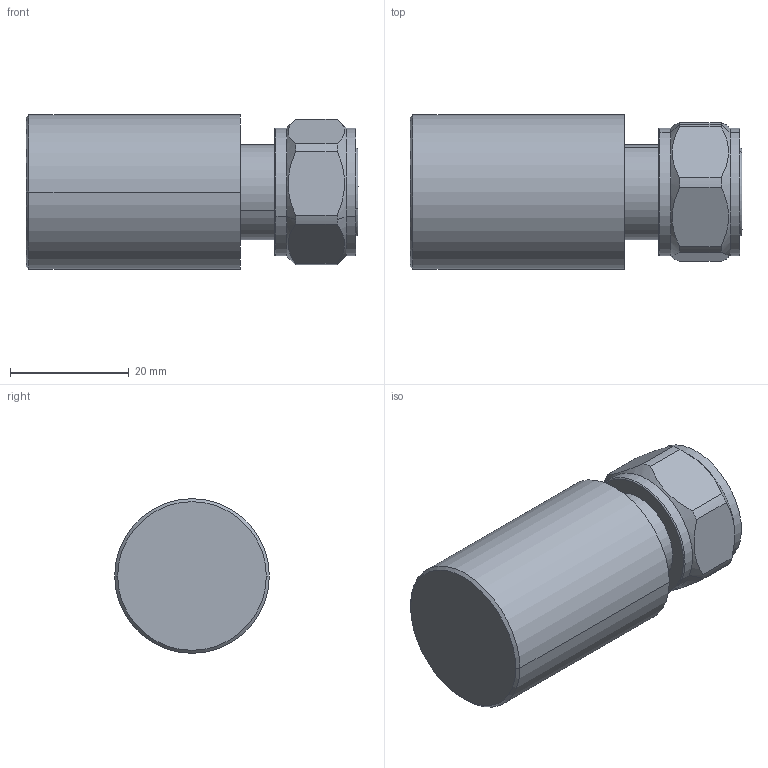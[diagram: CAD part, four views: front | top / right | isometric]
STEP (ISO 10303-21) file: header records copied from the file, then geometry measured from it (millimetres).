
FILE_DESCRIPTION (( 'STEP AP214' ), '1' );
FILE_NAME ('FMTR1182_3D.step', '2024-02-13T20:12:49', ( '' ), ( '' ), 'SwSTEP 2.0', 'SolidWorks 2022', '' );
FILE_SCHEMA (( 'AUTOMOTIVE_DESIGN' ));
Length unit declared in the file: inch
Products named in the file (4): L10-6-4M(2)^FMTR1182; jt-0216-A^L10-6-4M(2)_FMTR1182; wj-0270-A^L10-6-4M(2)_FMTR1182; FMTR1182_3D
Assembly tree (3 placements, depth 3):
  FMTR1182_3D
    L10-6-4M(2)^FMTR1182
      wj-0270-A^L10-6-4M(2)_FMTR1182
      jt-0216-A^L10-6-4M(2)_FMTR1182
Bounding box: 55.8 x 26 x 26 mm (x, y, z)
Volume: 24674.9 mm3; surface area: 6709.5 mm2
Topology: 2 solids, 2 shells, 56 faces, 121 edges, 74 vertices
Faces by surface type: cylinder 23, plane 15, cone 14, torus 4
Entity records: 1959 total; most frequent: CARTESIAN_POINT 558, DIRECTION 301, ORIENTED_EDGE 242, AXIS2_PLACEMENT_3D 129, EDGE_CURVE 121, VERTEX_POINT 74, CIRCLE 66, EDGE_LOOP 61
